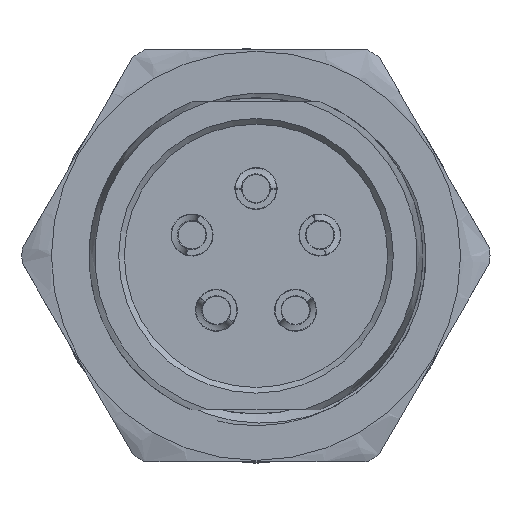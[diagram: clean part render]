
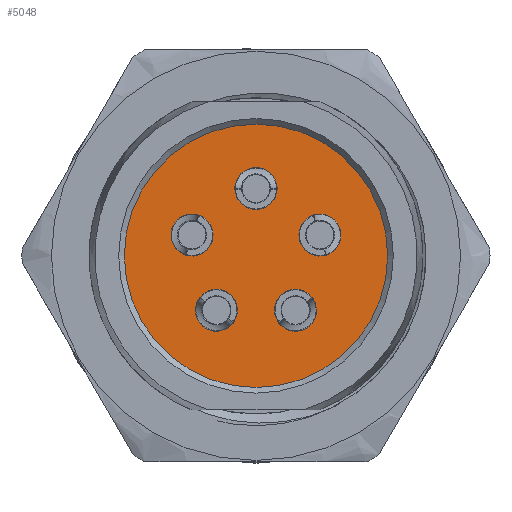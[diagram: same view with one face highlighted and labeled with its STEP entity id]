
A CAD part, front view. The second image highlights one B-rep face of the part: STEP entity #5048.
In plain terms, the highlighted planar face has unit normal (0, -1, 0).
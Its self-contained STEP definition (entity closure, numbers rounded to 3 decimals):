
#201=PLANE('',#5384);
#434=FACE_OUTER_BOUND('',#747,.T.);
#747=EDGE_LOOP('',(#4234));
#956=CIRCLE('',#5383,4.7);
#2235=VERTEX_POINT('',#19445);
#2915=EDGE_CURVE('',#2235,#2235,#956,.T.);
#4234=ORIENTED_EDGE('',*,*,#2915,.T.);
#5048=ADVANCED_FACE('',(#434),#201,.T.);
#5383=AXIS2_PLACEMENT_3D('',#19447,#6152,#6153);
#5384=AXIS2_PLACEMENT_3D('',#19448,#6154,#6155);
#6152=DIRECTION('center_axis',(0.,-1.,0.));
#6153=DIRECTION('ref_axis',(1.,0.,0.));
#6154=DIRECTION('center_axis',(0.,-1.,0.));
#6155=DIRECTION('ref_axis',(1.,0.,0.));
#19445=CARTESIAN_POINT('',(-4.7,-9.1,0.));
#19447=CARTESIAN_POINT('Origin',(0.,-9.1,0.));
#19448=CARTESIAN_POINT('Origin',(0.,-9.1,0.));
